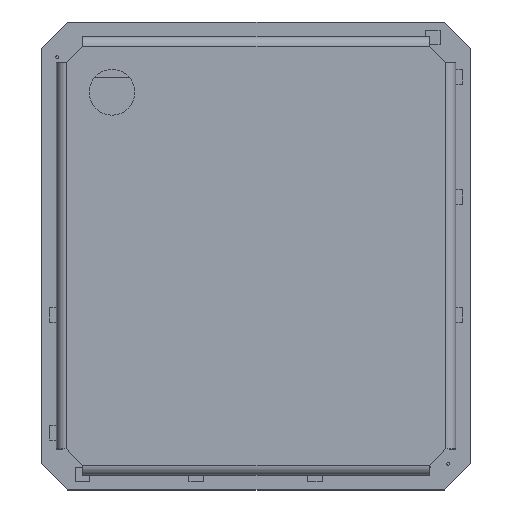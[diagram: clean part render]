
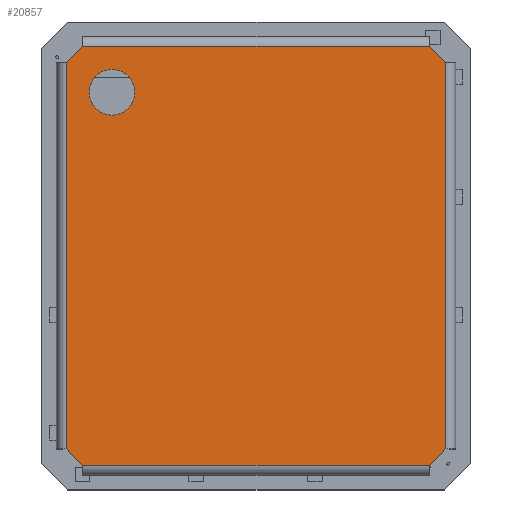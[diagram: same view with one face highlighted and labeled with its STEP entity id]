
A CAD part, top view. The second image highlights one B-rep face of the part: STEP entity #20857.
In plain terms, the highlighted face is planar.
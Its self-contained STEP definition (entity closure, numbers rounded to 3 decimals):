
#18936=DIRECTION('',(-0.707,0.,-0.707));
#18937=VECTOR('',#18936,0.707);
#18938=CARTESIAN_POINT('',(5.8,1.6,-5.9));
#18939=LINE('',#18938,#18937);
#18940=DIRECTION('',(0.,0.,-1.));
#18941=VECTOR('',#18940,11.8);
#18942=CARTESIAN_POINT('',(5.8,1.6,5.9));
#18943=LINE('',#18942,#18941);
#18944=DIRECTION('',(0.707,0.,-0.707));
#18945=VECTOR('',#18944,0.707);
#18946=CARTESIAN_POINT('',(5.3,1.6,6.4));
#18947=LINE('',#18946,#18945);
#18948=DIRECTION('',(1.,0.,0.));
#18949=VECTOR('',#18948,10.6);
#18950=CARTESIAN_POINT('',(-5.3,1.6,6.4));
#18951=LINE('',#18950,#18949);
#18952=DIRECTION('',(0.707,0.,0.707));
#18953=VECTOR('',#18952,0.707);
#18954=CARTESIAN_POINT('',(-5.8,1.6,5.9));
#18955=LINE('',#18954,#18953);
#18956=DIRECTION('',(0.,0.,1.));
#18957=VECTOR('',#18956,11.8);
#18958=CARTESIAN_POINT('',(-5.8,1.6,-5.9));
#18959=LINE('',#18958,#18957);
#18960=DIRECTION('',(-0.707,0.,0.707));
#18961=VECTOR('',#18960,0.707);
#18962=CARTESIAN_POINT('',(-5.3,1.6,-6.4));
#18963=LINE('',#18962,#18961);
#18964=DIRECTION('',(-1.,0.,0.));
#18965=VECTOR('',#18964,10.6);
#18966=CARTESIAN_POINT('',(5.3,1.6,-6.4));
#18967=LINE('',#18966,#18965);
#18968=CARTESIAN_POINT('',(-4.4,1.6,-5.));
#18969=DIRECTION('',(0.,1.,0.));
#18970=DIRECTION('',(1.,0.,0.));
#18971=AXIS2_PLACEMENT_3D('',#18968,#18969,#18970);
#18973=CARTESIAN_POINT('',(-4.4,1.6,-5.));
#18974=DIRECTION('',(0.,1.,0.));
#18975=DIRECTION('',(-1.,0.,0.));
#18976=AXIS2_PLACEMENT_3D('',#18973,#18974,#18975);
#20412=CARTESIAN_POINT('',(5.8,1.6,-5.9));
#20413=CARTESIAN_POINT('',(5.3,1.6,-6.4));
#20414=VERTEX_POINT('',#20412);
#20415=VERTEX_POINT('',#20413);
#20422=CARTESIAN_POINT('',(-5.3,1.6,-6.4));
#20423=VERTEX_POINT('',#20422);
#20432=CARTESIAN_POINT('',(5.8,1.6,5.9));
#20433=VERTEX_POINT('',#20432);
#20436=CARTESIAN_POINT('',(5.3,1.6,6.4));
#20437=VERTEX_POINT('',#20436);
#20438=CARTESIAN_POINT('',(-5.8,1.6,-5.9));
#20439=VERTEX_POINT('',#20438);
#20440=CARTESIAN_POINT('',(-5.8,1.6,5.9));
#20441=CARTESIAN_POINT('',(-5.3,1.6,6.4));
#20442=VERTEX_POINT('',#20440);
#20443=VERTEX_POINT('',#20441);
#20820=CARTESIAN_POINT('',(-3.7,1.6,-5.));
#20821=CARTESIAN_POINT('',(-5.1,1.6,-5.));
#20822=VERTEX_POINT('',#20820);
#20823=VERTEX_POINT('',#20821);
#20828=CARTESIAN_POINT('',(0.,1.6,0.));
#20829=DIRECTION('',(0.,1.,0.));
#20830=DIRECTION('',(1.,0.,0.));
#20831=AXIS2_PLACEMENT_3D('',#20828,#20829,#20830);
#20832=PLANE('',#20831);
#20834=ORIENTED_EDGE('',*,*,#20833,.F.);
#20836=ORIENTED_EDGE('',*,*,#20835,.F.);
#20838=ORIENTED_EDGE('',*,*,#20837,.F.);
#20840=ORIENTED_EDGE('',*,*,#20839,.F.);
#20842=ORIENTED_EDGE('',*,*,#20841,.F.);
#20844=ORIENTED_EDGE('',*,*,#20843,.F.);
#20846=ORIENTED_EDGE('',*,*,#20845,.F.);
#20848=ORIENTED_EDGE('',*,*,#20847,.F.);
#20849=EDGE_LOOP('',(#20834,#20836,#20838,#20840,#20842,#20844,#20846,#20848));
#20850=FACE_OUTER_BOUND('',#20849,.F.);
#20852=ORIENTED_EDGE('',*,*,#20851,.T.);
#20854=ORIENTED_EDGE('',*,*,#20853,.T.);
#20855=EDGE_LOOP('',(#20852,#20854));
#20856=FACE_BOUND('',#20855,.F.);
#20857=ADVANCED_FACE('',(#20850,#20856),#20832,.T.);
#18972=CIRCLE('',#18971,0.7);
#18977=CIRCLE('',#18976,0.7);
#20833=EDGE_CURVE('',#20414,#20415,#18939,.T.);
#20835=EDGE_CURVE('',#20433,#20414,#18943,.T.);
#20837=EDGE_CURVE('',#20437,#20433,#18947,.T.);
#20839=EDGE_CURVE('',#20443,#20437,#18951,.T.);
#20841=EDGE_CURVE('',#20442,#20443,#18955,.T.);
#20843=EDGE_CURVE('',#20439,#20442,#18959,.T.);
#20845=EDGE_CURVE('',#20423,#20439,#18963,.T.);
#20847=EDGE_CURVE('',#20415,#20423,#18967,.T.);
#20851=EDGE_CURVE('',#20822,#20823,#18972,.T.);
#20853=EDGE_CURVE('',#20823,#20822,#18977,.T.);
